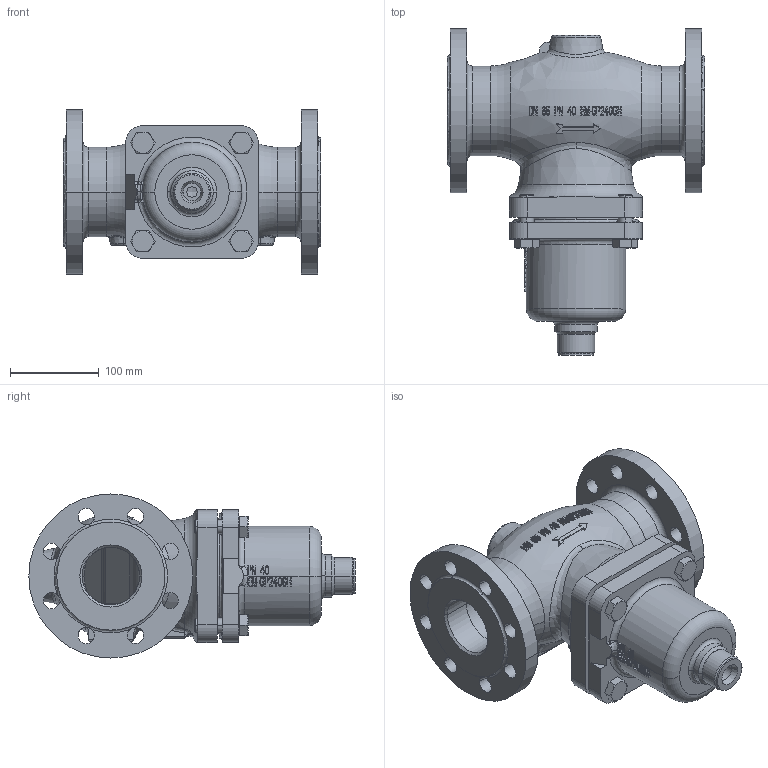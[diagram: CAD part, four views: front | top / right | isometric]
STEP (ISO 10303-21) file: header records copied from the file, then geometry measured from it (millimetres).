
FILE_DESCRIPTION((''),'2;1');
FILE_NAME('065B2417_ASM','2015-03-13T',('u317927'),('Danfoss'),'PRO/ENGINEER BY PARAMETRIC TECHNOLOGY CORPORATION, 2014000','PRO/ENGINEER BY PARAMETRIC TECHNOLOGY CORPORATION, 2014000','');
FILE_SCHEMA(('CONFIG_CONTROL_DESIGN'));
Length unit declared in the file: millimetre
Products named in the file (4): 8861407; 8861414; 5184024; 065B2417_ASM
Assembly tree (6 placements, depth 2):
  065B2417_ASM
    8861407
    8861414
    5184024  x4
Bounding box: 290 x 368 x 185 mm (x, y, z)
Volume: 3279358.8 mm3; surface area: 552921.2 mm2
Topology: 6 solids, 18 shells, 1353 faces, 3689 edges, 2408 vertices
Faces by surface type: plane 930, cylinder 203, bspline 118, cone 51, torus 47, sphere 4
Entity records: 46216 total; most frequent: CARTESIAN_POINT 16142, ORIENTED_EDGE 6994, DIRECTION 5214, EDGE_CURVE 3515, VERTEX_POINT 2300, AXIS2_PLACEMENT_3D 1998, B_SPLINE_CURVE_WITH_KNOTS 1469, EDGE_LOOP 1381
